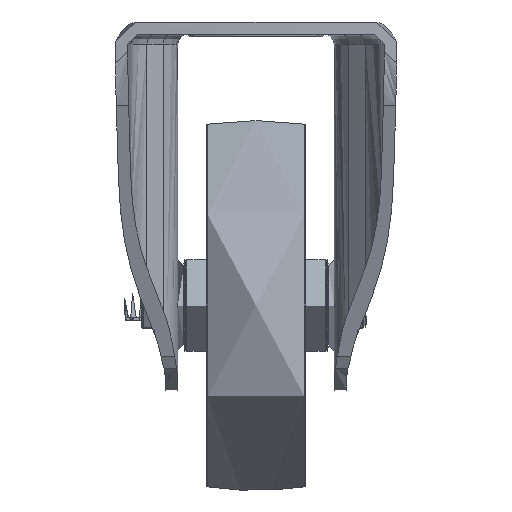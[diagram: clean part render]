
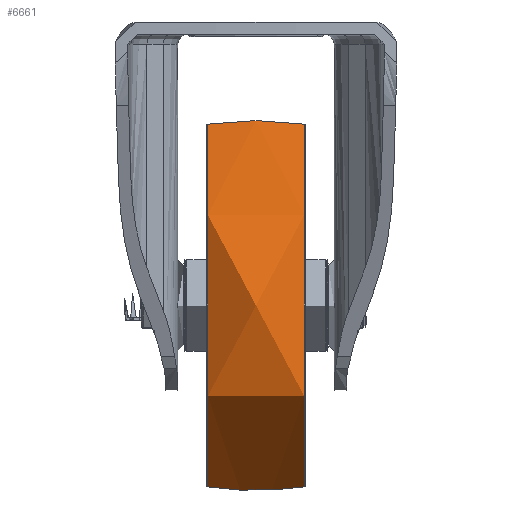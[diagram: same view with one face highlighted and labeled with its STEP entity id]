
A CAD part, left-side view. The second image highlights one B-rep face of the part: STEP entity #6661.
In plain terms, the highlighted free-form (B-spline) face has degree [2, 2] with [3, 9] control points.
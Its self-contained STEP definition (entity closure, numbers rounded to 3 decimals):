
#37=(
BOUNDED_SURFACE()
B_SPLINE_SURFACE(2,2,((#11091,#11092,#11093,#11094,#11095,#11096,#11097,
#11098,#11099),(#11100,#11101,#11102,#11103,#11104,#11105,#11106,#11107,
#11108),(#11109,#11110,#11111,#11112,#11113,#11114,#11115,#11116,#11117)),
 .UNSPECIFIED.,.F.,.T.,.F.)
B_SPLINE_SURFACE_WITH_KNOTS((3,3),(3,2,2,2,3),(-0.146,0.146),
(-3.142,-1.571,0.,1.571,3.142),
 .UNSPECIFIED.)
GEOMETRIC_REPRESENTATION_ITEM()
RATIONAL_B_SPLINE_SURFACE(((1.,0.707,1.,0.707,1.,
0.707,1.,0.707,1.),(0.989,0.7,
0.989,0.7,0.989,0.7,
0.989,0.7,0.989),(1.,0.707,
1.,0.707,1.,0.707,1.,0.707,1.)))
REPRESENTATION_ITEM('')
SURFACE()
);
#803=FACE_OUTER_BOUND('',#1235,.T.);
#1235=EDGE_LOOP('',(#5272,#5273,#5274,#5275));
#2575=CIRCLE('',#7351,73.564);
#2576=CIRCLE('',#7352,134.083);
#2577=CIRCLE('',#7353,73.564);
#3029=VERTEX_POINT('',#11088);
#3030=VERTEX_POINT('',#11118);
#3824=EDGE_CURVE('',#3029,#3029,#2575,.T.);
#3825=EDGE_CURVE('',#3029,#3030,#2576,.T.);
#3826=EDGE_CURVE('',#3030,#3030,#2577,.T.);
#5272=ORIENTED_EDGE('',*,*,#3824,.F.);
#5273=ORIENTED_EDGE('',*,*,#3825,.T.);
#5274=ORIENTED_EDGE('',*,*,#3826,.T.);
#5275=ORIENTED_EDGE('',*,*,#3825,.F.);
#6661=ADVANCED_FACE('',(#803),#37,.F.);
#7351=AXIS2_PLACEMENT_3D('',#11090,#8695,#8696);
#7352=AXIS2_PLACEMENT_3D('',#11119,#8697,#8698);
#7353=AXIS2_PLACEMENT_3D('',#11120,#8699,#8700);
#8695=DIRECTION('center_axis',(0.,1.,0.));
#8696=DIRECTION('ref_axis',(0.,0.,1.));
#8697=DIRECTION('center_axis',(-1.,0.,0.));
#8698=DIRECTION('ref_axis',(0.,0.,-1.));
#8699=DIRECTION('center_axis',(0.,1.,0.));
#8700=DIRECTION('ref_axis',(0.,0.,1.));
#11088=CARTESIAN_POINT('',(0.,19.573,-73.564));
#11090=CARTESIAN_POINT('Origin',(0.,19.573,0.));
#11091=CARTESIAN_POINT('Ctrl Pts',(0.,-19.573,-73.564));
#11092=CARTESIAN_POINT('Ctrl Pts',(-73.564,-19.573,
-73.564));
#11093=CARTESIAN_POINT('Ctrl Pts',(-73.564,-19.573,
0.));
#11094=CARTESIAN_POINT('Ctrl Pts',(-73.564,-19.573,
73.564));
#11095=CARTESIAN_POINT('Ctrl Pts',(0.,-19.573,73.564));
#11096=CARTESIAN_POINT('Ctrl Pts',(73.564,-19.573,73.564));
#11097=CARTESIAN_POINT('Ctrl Pts',(73.564,-19.573,0.));
#11098=CARTESIAN_POINT('Ctrl Pts',(73.564,-19.573,-73.564));
#11099=CARTESIAN_POINT('Ctrl Pts',(0.,-19.573,-73.564));
#11100=CARTESIAN_POINT('Ctrl Pts',(0.,0.,-76.452));
#11101=CARTESIAN_POINT('Ctrl Pts',(-76.452,0.,
-76.452));
#11102=CARTESIAN_POINT('Ctrl Pts',(-76.452,0.,
0.));
#11103=CARTESIAN_POINT('Ctrl Pts',(-76.452,0.,
76.452));
#11104=CARTESIAN_POINT('Ctrl Pts',(0.,0.,76.452));
#11105=CARTESIAN_POINT('Ctrl Pts',(76.452,0.,
76.452));
#11106=CARTESIAN_POINT('Ctrl Pts',(76.452,0.,
0.));
#11107=CARTESIAN_POINT('Ctrl Pts',(76.452,0.,
-76.452));
#11108=CARTESIAN_POINT('Ctrl Pts',(0.,0.,-76.452));
#11109=CARTESIAN_POINT('Ctrl Pts',(0.,19.573,-73.564));
#11110=CARTESIAN_POINT('Ctrl Pts',(-73.564,19.573,-73.564));
#11111=CARTESIAN_POINT('Ctrl Pts',(-73.564,19.573,0.));
#11112=CARTESIAN_POINT('Ctrl Pts',(-73.564,19.573,73.564));
#11113=CARTESIAN_POINT('Ctrl Pts',(0.,19.573,73.564));
#11114=CARTESIAN_POINT('Ctrl Pts',(73.564,19.573,73.564));
#11115=CARTESIAN_POINT('Ctrl Pts',(73.564,19.573,0.));
#11116=CARTESIAN_POINT('Ctrl Pts',(73.564,19.573,-73.564));
#11117=CARTESIAN_POINT('Ctrl Pts',(0.,19.573,-73.564));
#11118=CARTESIAN_POINT('',(0.,-19.573,-73.564));
#11119=CARTESIAN_POINT('Origin',(0.,0.,
59.083));
#11120=CARTESIAN_POINT('Origin',(0.,-19.573,0.));
